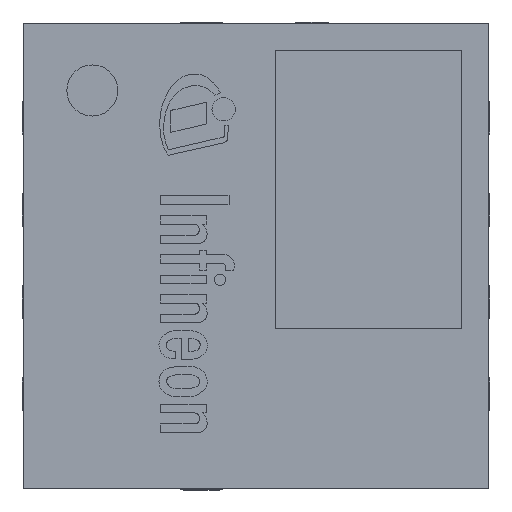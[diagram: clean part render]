
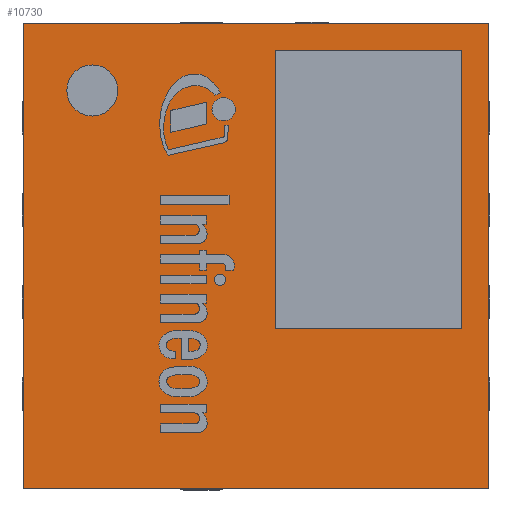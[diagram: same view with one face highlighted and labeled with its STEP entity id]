
A CAD part, top view. The second image highlights one B-rep face of the part: STEP entity #10730.
In plain terms, the highlighted planar face has unit normal (0, 0, 1).
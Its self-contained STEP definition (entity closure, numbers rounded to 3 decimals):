
#37=FACE_BOUND('',#4115,.T.);
#174=PLANE('',#11396);
#811=LINE('',#15390,#2182);
#812=LINE('',#15392,#2183);
#813=LINE('',#15394,#2184);
#814=LINE('',#15395,#2185);
#2182=VECTOR('',#12423,1.);
#2183=VECTOR('',#12424,1.);
#2184=VECTOR('',#12425,1.);
#2185=VECTOR('',#12426,1.);
#3510=FACE_OUTER_BOUND('',#4114,.T.);
#4114=EDGE_LOOP('',(#7941,#7942,#7943,#7944));
#4115=EDGE_LOOP('',(#7945));
#4725=CIRCLE('',#11393,0.18);
#4973=VERTEX_POINT('',#15381);
#4975=VERTEX_POINT('',#15388);
#4976=VERTEX_POINT('',#15389);
#4977=VERTEX_POINT('',#15391);
#4978=VERTEX_POINT('',#15393);
#6103=EDGE_CURVE('',#4973,#4973,#4725,.T.);
#6106=EDGE_CURVE('',#4975,#4976,#811,.T.);
#6107=EDGE_CURVE('',#4976,#4977,#812,.T.);
#6108=EDGE_CURVE('',#4977,#4978,#813,.T.);
#6109=EDGE_CURVE('',#4978,#4975,#814,.T.);
#7941=ORIENTED_EDGE('',*,*,#6106,.T.);
#7942=ORIENTED_EDGE('',*,*,#6107,.T.);
#7943=ORIENTED_EDGE('',*,*,#6108,.T.);
#7944=ORIENTED_EDGE('',*,*,#6109,.T.);
#7945=ORIENTED_EDGE('',*,*,#6103,.T.);
#10730=ADVANCED_FACE('',(#3510,#37),#174,.T.);
#11393=AXIS2_PLACEMENT_3D('',#15382,#12414,#12415);
#11396=AXIS2_PLACEMENT_3D('',#15387,#12421,#12422);
#12414=DIRECTION('center_axis',(0.,0.,-1.));
#12415=DIRECTION('ref_axis',(-1.,0.,0.));
#12421=DIRECTION('center_axis',(0.,0.,1.));
#12422=DIRECTION('ref_axis',(1.,0.,0.));
#12423=DIRECTION('',(0.,1.,0.));
#12424=DIRECTION('',(-1.,0.,0.));
#12425=DIRECTION('',(0.,-1.,0.));
#12426=DIRECTION('',(1.,0.,0.));
#15381=CARTESIAN_POINT('',(-0.974,1.166,0.8));
#15382=CARTESIAN_POINT('Origin',(-1.154,1.166,0.8));
#15387=CARTESIAN_POINT('Origin',(0.,0.,
0.8));
#15388=CARTESIAN_POINT('',(1.64,-1.64,0.8));
#15389=CARTESIAN_POINT('',(1.64,1.64,0.8));
#15390=CARTESIAN_POINT('',(1.64,-1.64,0.8));
#15391=CARTESIAN_POINT('',(-1.64,1.64,0.8));
#15392=CARTESIAN_POINT('',(1.64,1.64,0.8));
#15393=CARTESIAN_POINT('',(-1.64,-1.64,0.8));
#15394=CARTESIAN_POINT('',(-1.64,1.64,0.8));
#15395=CARTESIAN_POINT('',(-1.64,-1.64,0.8));
